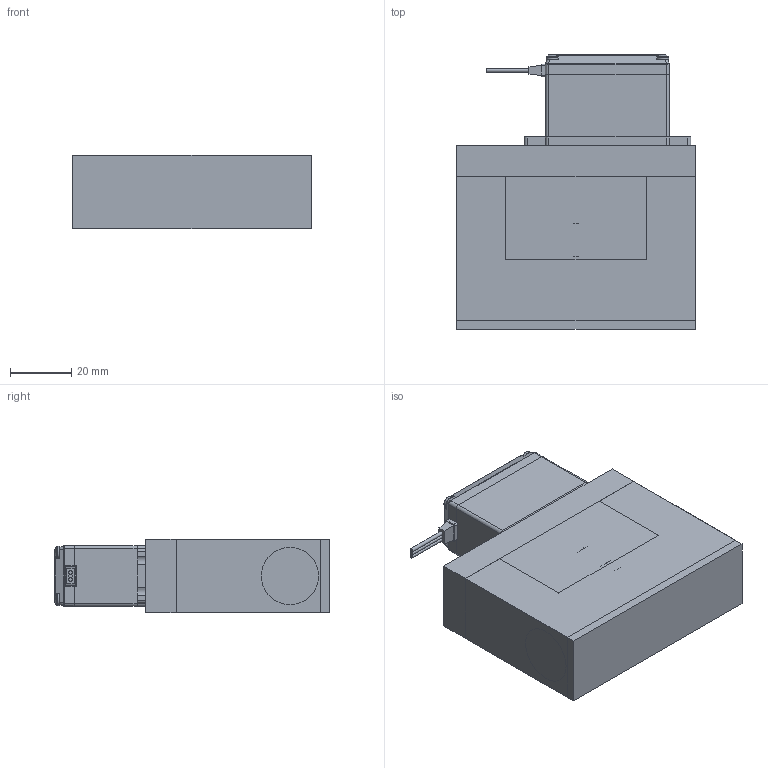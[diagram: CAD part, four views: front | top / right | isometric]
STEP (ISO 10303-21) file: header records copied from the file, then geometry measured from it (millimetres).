
FILE_DESCRIPTION(/* description */ (''),/* implementation_level */ '2;1');
FILE_NAME(/* name */ 'Gehaeuse_v3.step',/* time_stamp */ '2025-03-29T15:30:32+01:00',/* author */ (''),/* organization */ (''),/* preprocessor_version */ 'ST-DEVELOPER v20.1',/* originating_system */ 'Autodesk Translation Framework v14.4.0.0',/* authorisation */ '');
FILE_SCHEMA (('AUTOMOTIVE_DESIGN { 1 0 10303 214 3 1 1 }'));
Length unit declared in the file: millimetre
Products named in the file (12): Gehaeuse; inet kugelhahn; TOWER PRO MG-995, ANALOG SERVO; TOWER PRO MG-995, ANALOG SERVO, BODY, TOP; TOWER PRO MG-995, ANALOG SERVO, BODY, MIDDLE; TOWER PRO MG-995, ANALOG SERVO, BODY, BOTTOM; TOWER PRO MG-995, ANALOG SERVO, CONNECTOR; TOWER PRO MG-995, ANALOG SERVO, SHAFT; TOWER PRO MG-995, ANALOG SERVO, HORN; pan cross head_am_B18.6.7M - M2 x 0; Component1; Component2
Assembly tree (14 placements, depth 3):
  Gehaeuse
    inet kugelhahn
    TOWER PRO MG-995, ANALOG SERVO
      TOWER PRO MG-995, ANALOG SERVO, BODY, TOP
      TOWER PRO MG-995, ANALOG SERVO, BODY, MIDDLE
      TOWER PRO MG-995, ANALOG SERVO, BODY, BOTTOM
      TOWER PRO MG-995, ANALOG SERVO, CONNECTOR
      TOWER PRO MG-995, ANALOG SERVO, SHAFT
      TOWER PRO MG-995, ANALOG SERVO, HORN
      pan cross head_am_B18.6.7M - M2 x 0  x4
    Component1
    Component2
Bounding box: 78 x 89.98 x 24 mm (x, y, z)
Surface area: 76794.4 mm2
Topology: 19 solids, 19 shells, 788 faces, 1994 edges, 1288 vertices
Faces by surface type: plane 488, cylinder 217, cone 52, torus 14, bspline 13, sphere 4
Full cylindrical faces by diameter (mm): 1 x8, 1.2 x3, 1.4 x2, 1.414 x9, 1.464 x3, 1.6 x1, 1.703 x3, 1.765 x3, 1.84 x1, 1.845 x1, 2 x4, 2.2 x4, 2.8 x1, 4 x4, 5.3 x1, 5.75 x1, 6 x1, 6.75 x1, 6.9 x1, 8.5 x1, 8.75 x1, 10 x3, 11.2 x1, 12.8 x1, 13 x2, 17.1 x2, 18.5 x2, 18.813 x2, 19.8 x2, 20.1 x4
Entity records: 23215 total; most frequent: CARTESIAN_POINT 4528, DIRECTION 3875, ORIENTED_EDGE 3772, EDGE_CURVE 1886, AXIS2_PLACEMENT_3D 1362, VERTEX_POINT 1225, LINE 1151, VECTOR 1151
